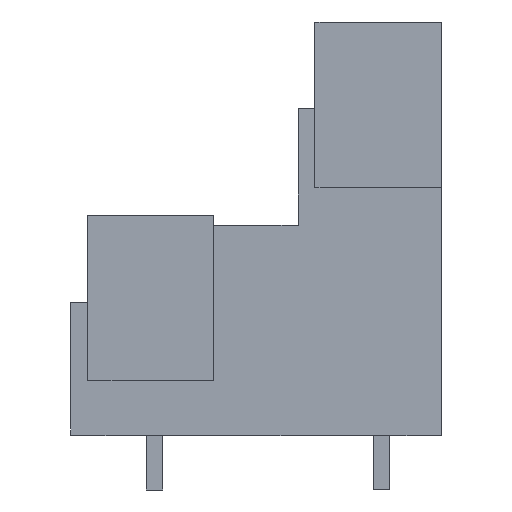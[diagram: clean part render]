
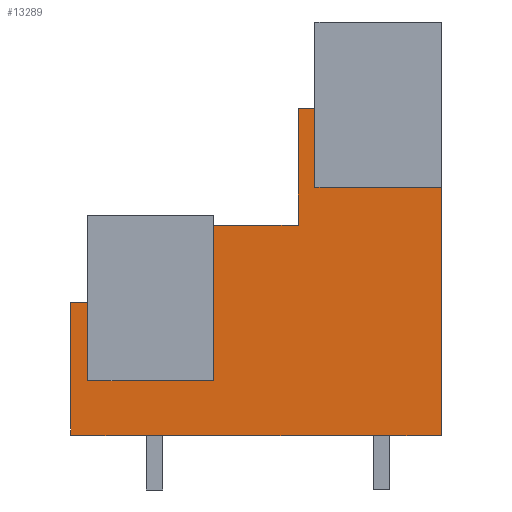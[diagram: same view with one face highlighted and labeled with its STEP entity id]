
A CAD part, left-side view. The second image highlights one B-rep face of the part: STEP entity #13289.
In plain terms, the highlighted planar face has unit normal (-1, 0, 0).
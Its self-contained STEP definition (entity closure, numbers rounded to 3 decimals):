
#13174=AXIS2_PLACEMENT_3D('Plane Axis2P3D',#13171,#13172,#13173) ;
#11125=CARTESIAN_POINT('Vertex',(0.7,7.5,22.6)) ;
#11128=CARTESIAN_POINT('Line Origine',(0.7,7.5,20.275)) ;
#11132=CARTESIAN_POINT('Vertex',(0.7,7.5,17.95)) ;
#11582=CARTESIAN_POINT('Vertex',(0.7,0.,17.95)) ;
#11585=CARTESIAN_POINT('Line Origine',(0.7,0.,10.575)) ;
#11589=CARTESIAN_POINT('Vertex',(0.7,0.,3.2)) ;
#13155=CARTESIAN_POINT('Vertex',(0.7,8.5,22.6)) ;
#13158=CARTESIAN_POINT('Line Origine',(0.7,8.,22.6)) ;
#13171=CARTESIAN_POINT('Axis2P3D Location',(0.7,0.,3.6)) ;
#13176=CARTESIAN_POINT('Line Origine',(0.7,17.,3.2)) ;
#13180=CARTESIAN_POINT('Vertex',(0.7,15.,3.2)) ;
#13182=CARTESIAN_POINT('Vertex',(0.7,19.,3.2)) ;
#13185=CARTESIAN_POINT('Line Origine',(0.7,10.5,3.2)) ;
#13189=CARTESIAN_POINT('Vertex',(0.7,6.,3.2)) ;
#13192=CARTESIAN_POINT('Line Origine',(0.7,4.5,3.2)) ;
#13196=CARTESIAN_POINT('Vertex',(0.7,3.,3.2)) ;
#13199=CARTESIAN_POINT('Line Origine',(0.7,1.5,3.2)) ;
#13204=CARTESIAN_POINT('Line Origine',(0.7,3.75,17.95)) ;
#13209=CARTESIAN_POINT('Line Origine',(0.7,8.5,19.15)) ;
#13213=CARTESIAN_POINT('Vertex',(0.7,8.5,15.7)) ;
#13216=CARTESIAN_POINT('Line Origine',(0.7,11.013,15.7)) ;
#13220=CARTESIAN_POINT('Vertex',(0.7,13.525,15.7)) ;
#13223=CARTESIAN_POINT('Line Origine',(0.7,13.525,11.075)) ;
#13227=CARTESIAN_POINT('Vertex',(0.7,13.525,6.45)) ;
#13230=CARTESIAN_POINT('Line Origine',(0.7,17.25,6.45)) ;
#13234=CARTESIAN_POINT('Vertex',(0.7,20.975,6.45)) ;
#13237=CARTESIAN_POINT('Line Origine',(0.7,20.975,8.775)) ;
#13241=CARTESIAN_POINT('Vertex',(0.7,20.975,11.1)) ;
#13244=CARTESIAN_POINT('Line Origine',(0.7,21.487,11.1)) ;
#13248=CARTESIAN_POINT('Vertex',(0.7,22.,11.1)) ;
#13251=CARTESIAN_POINT('Line Origine',(0.7,22.,7.35)) ;
#13255=CARTESIAN_POINT('Vertex',(0.7,22.,3.6)) ;
#13258=CARTESIAN_POINT('Line Origine',(0.7,22.,3.4)) ;
#13262=CARTESIAN_POINT('Vertex',(0.7,22.,3.2)) ;
#13265=CARTESIAN_POINT('Line Origine',(0.7,20.5,3.2)) ;
#11129=DIRECTION('Vector Direction',(0.,0.,-1.)) ;
#11586=DIRECTION('Vector Direction',(0.,0.,1.)) ;
#13159=DIRECTION('Vector Direction',(0.,1.,0.)) ;
#13172=DIRECTION('Axis2P3D Direction',(-1.,0.,0.)) ;
#13173=DIRECTION('Axis2P3D XDirection',(0.,0.,-1.)) ;
#13177=DIRECTION('Vector Direction',(0.,-1.,0.)) ;
#13186=DIRECTION('Vector Direction',(0.,-1.,0.)) ;
#13193=DIRECTION('Vector Direction',(0.,-1.,0.)) ;
#13200=DIRECTION('Vector Direction',(0.,-1.,0.)) ;
#13205=DIRECTION('Vector Direction',(0.,-1.,0.)) ;
#13210=DIRECTION('Vector Direction',(0.,0.,-1.)) ;
#13217=DIRECTION('Vector Direction',(0.,1.,0.)) ;
#13224=DIRECTION('Vector Direction',(0.,0.,-1.)) ;
#13231=DIRECTION('Vector Direction',(0.,-1.,0.)) ;
#13238=DIRECTION('Vector Direction',(0.,0.,-1.)) ;
#13245=DIRECTION('Vector Direction',(0.,1.,0.)) ;
#13252=DIRECTION('Vector Direction',(0.,0.,1.)) ;
#13259=DIRECTION('Vector Direction',(0.,0.,-1.)) ;
#13266=DIRECTION('Vector Direction',(0.,-1.,0.)) ;
#11130=VECTOR('Line Direction',#11129,1.) ;
#11587=VECTOR('Line Direction',#11586,1.) ;
#13160=VECTOR('Line Direction',#13159,1.) ;
#13178=VECTOR('Line Direction',#13177,1.) ;
#13187=VECTOR('Line Direction',#13186,1.) ;
#13194=VECTOR('Line Direction',#13193,1.) ;
#13201=VECTOR('Line Direction',#13200,1.) ;
#13206=VECTOR('Line Direction',#13205,1.) ;
#13211=VECTOR('Line Direction',#13210,1.) ;
#13218=VECTOR('Line Direction',#13217,1.) ;
#13225=VECTOR('Line Direction',#13224,1.) ;
#13232=VECTOR('Line Direction',#13231,1.) ;
#13239=VECTOR('Line Direction',#13238,1.) ;
#13246=VECTOR('Line Direction',#13245,1.) ;
#13253=VECTOR('Line Direction',#13252,1.) ;
#13260=VECTOR('Line Direction',#13259,1.) ;
#13267=VECTOR('Line Direction',#13266,1.) ;
#13271=ORIENTED_EDGE('',*,*,#13184,.F.) ;
#13272=ORIENTED_EDGE('',*,*,#13191,.T.) ;
#13273=ORIENTED_EDGE('',*,*,#13198,.F.) ;
#13274=ORIENTED_EDGE('',*,*,#13203,.T.) ;
#13275=ORIENTED_EDGE('',*,*,#11591,.T.) ;
#13276=ORIENTED_EDGE('',*,*,#13208,.F.) ;
#13277=ORIENTED_EDGE('',*,*,#11134,.F.) ;
#13278=ORIENTED_EDGE('',*,*,#13162,.T.) ;
#13279=ORIENTED_EDGE('',*,*,#13215,.T.) ;
#13280=ORIENTED_EDGE('',*,*,#13222,.T.) ;
#13281=ORIENTED_EDGE('',*,*,#13229,.T.) ;
#13282=ORIENTED_EDGE('',*,*,#13236,.F.) ;
#13283=ORIENTED_EDGE('',*,*,#13243,.F.) ;
#13284=ORIENTED_EDGE('',*,*,#13250,.T.) ;
#13285=ORIENTED_EDGE('',*,*,#13257,.F.) ;
#13286=ORIENTED_EDGE('',*,*,#13264,.F.) ;
#13287=ORIENTED_EDGE('',*,*,#13269,.T.) ;
#13289=ADVANCED_FACE('Model',(#13288),#13175,.T.) ;
#11134=EDGE_CURVE('',#11126,#11133,#11131,.T.) ;
#11591=EDGE_CURVE('',#11590,#11583,#11588,.T.) ;
#13162=EDGE_CURVE('',#11126,#13156,#13161,.T.) ;
#13184=EDGE_CURVE('',#13181,#13183,#13179,.F.) ;
#13191=EDGE_CURVE('',#13181,#13190,#13188,.T.) ;
#13198=EDGE_CURVE('',#13197,#13190,#13195,.F.) ;
#13203=EDGE_CURVE('',#13197,#11590,#13202,.T.) ;
#13208=EDGE_CURVE('',#11133,#11583,#13207,.T.) ;
#13215=EDGE_CURVE('',#13156,#13214,#13212,.T.) ;
#13222=EDGE_CURVE('',#13214,#13221,#13219,.T.) ;
#13229=EDGE_CURVE('',#13221,#13228,#13226,.T.) ;
#13236=EDGE_CURVE('',#13235,#13228,#13233,.T.) ;
#13243=EDGE_CURVE('',#13242,#13235,#13240,.T.) ;
#13250=EDGE_CURVE('',#13242,#13249,#13247,.T.) ;
#13257=EDGE_CURVE('',#13256,#13249,#13254,.T.) ;
#13264=EDGE_CURVE('',#13263,#13256,#13261,.F.) ;
#13269=EDGE_CURVE('',#13263,#13183,#13268,.T.) ;
#13270=EDGE_LOOP('',(#13271,#13272,#13273,#13274,#13275,#13276,#13277,#13278,#13279,#13280,#13281,#13282,#13283,#13284,#13285,#13286,#13287)) ;
#13288=FACE_OUTER_BOUND('',#13270,.T.) ;
#11131=LINE('Line',#11128,#11130) ;
#11588=LINE('Line',#11585,#11587) ;
#13161=LINE('Line',#13158,#13160) ;
#13179=LINE('Line',#13176,#13178) ;
#13188=LINE('Line',#13185,#13187) ;
#13195=LINE('Line',#13192,#13194) ;
#13202=LINE('Line',#13199,#13201) ;
#13207=LINE('Line',#13204,#13206) ;
#13212=LINE('Line',#13209,#13211) ;
#13219=LINE('Line',#13216,#13218) ;
#13226=LINE('Line',#13223,#13225) ;
#13233=LINE('Line',#13230,#13232) ;
#13240=LINE('Line',#13237,#13239) ;
#13247=LINE('Line',#13244,#13246) ;
#13254=LINE('Line',#13251,#13253) ;
#13261=LINE('Line',#13258,#13260) ;
#13268=LINE('Line',#13265,#13267) ;
#13175=PLANE('',#13174) ;
#11126=VERTEX_POINT('',#11125) ;
#11133=VERTEX_POINT('',#11132) ;
#11583=VERTEX_POINT('',#11582) ;
#11590=VERTEX_POINT('',#11589) ;
#13156=VERTEX_POINT('',#13155) ;
#13181=VERTEX_POINT('',#13180) ;
#13183=VERTEX_POINT('',#13182) ;
#13190=VERTEX_POINT('',#13189) ;
#13197=VERTEX_POINT('',#13196) ;
#13214=VERTEX_POINT('',#13213) ;
#13221=VERTEX_POINT('',#13220) ;
#13228=VERTEX_POINT('',#13227) ;
#13235=VERTEX_POINT('',#13234) ;
#13242=VERTEX_POINT('',#13241) ;
#13249=VERTEX_POINT('',#13248) ;
#13256=VERTEX_POINT('',#13255) ;
#13263=VERTEX_POINT('',#13262) ;
